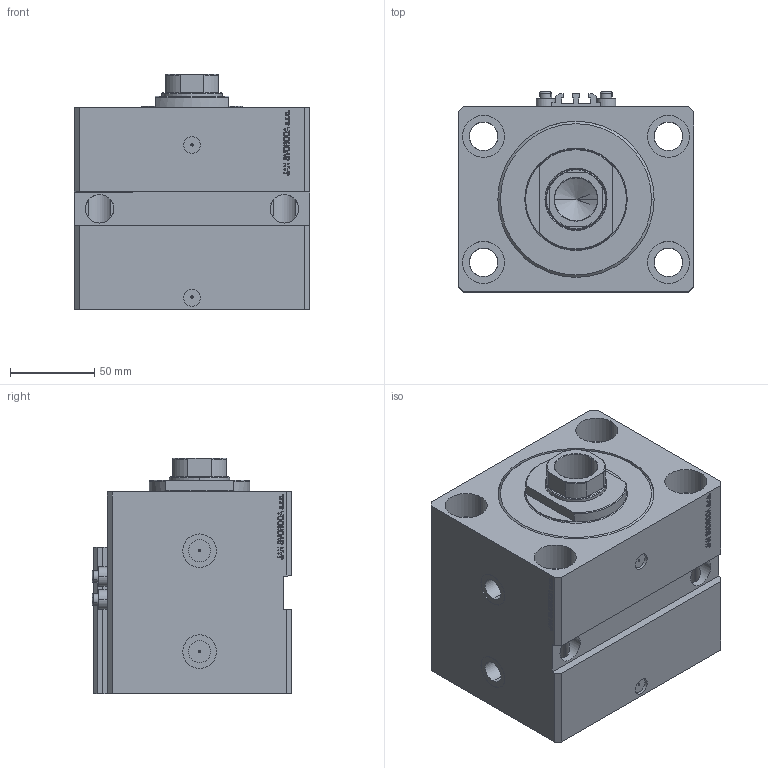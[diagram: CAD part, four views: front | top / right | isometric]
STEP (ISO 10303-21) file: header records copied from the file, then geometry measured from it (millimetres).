
FILE_DESCRIPTION (( 'STEP AP203' ), '1' );
FILE_NAME ('495a.STEP', '2023-10-07T21:00:41', ( '' ), ( '' ), 'SwSTEP 2.0', 'SolidWorks 2019', '' );
FILE_SCHEMA (( 'CONFIG_CONTROL_DESIGN' ));
Length unit declared in the file: millimetre
Products named in the file (5): V250CE_VC_E 49bb2bf1b21de001f76f8b7edc3cf6d3; V250CE_C_VCP 49bb2bf1b21de001f76f8b7edc3cf6d3; ALLEN BOLT V250CE 49bb2bf1b21de001f76f8b7edc3cf6d3; V250CE_E_Body 49bb2bf1b21de001f76f8b7edc3cf6d3; 495a
Assembly tree (7 placements, depth 2):
  495a
    V250CE_E_Body 49bb2bf1b21de001f76f8b7edc3cf6d3
    ALLEN BOLT V250CE 49bb2bf1b21de001f76f8b7edc3cf6d3  x4
    V250CE_C_VCP 49bb2bf1b21de001f76f8b7edc3cf6d3
    V250CE_VC_E 49bb2bf1b21de001f76f8b7edc3cf6d3
Bounding box: 140 x 119 x 140 mm (x, y, z)
Volume: 1587278.6 mm3; surface area: 218486.1 mm2
Topology: 8 solids, 8 shells, 1129 faces, 2829 edges, 1840 vertices
Faces by surface type: plane 553, bspline 368, cylinder 138, cone 56, torus 14
Entity records: 49348 total; most frequent: CARTESIAN_POINT 25727, ORIENTED_EDGE 5348, DIRECTION 3523, EDGE_CURVE 2674, VERTEX_POINT 1756, VECTOR 1631, LINE 1631, EDGE_LOOP 1196
